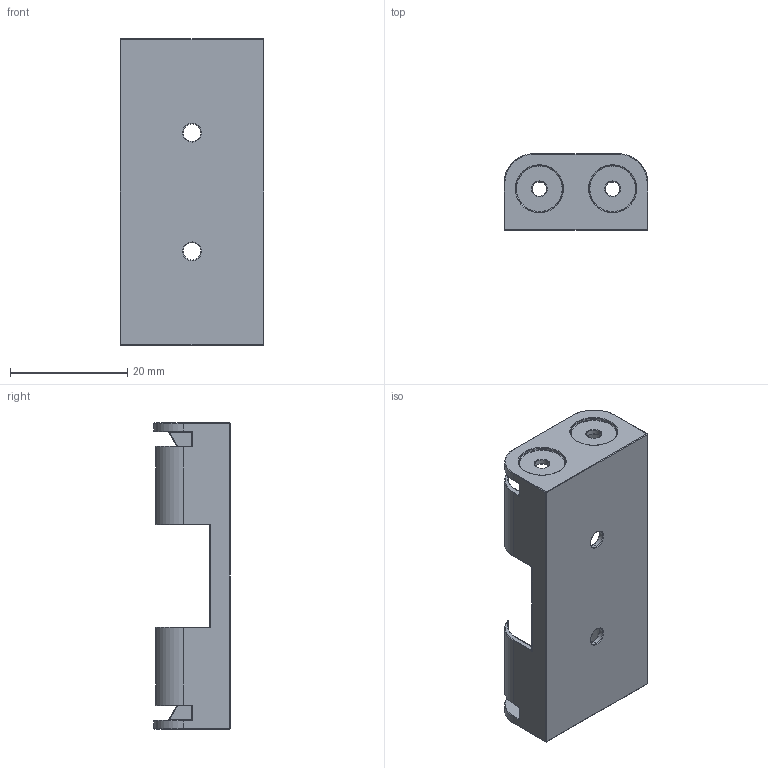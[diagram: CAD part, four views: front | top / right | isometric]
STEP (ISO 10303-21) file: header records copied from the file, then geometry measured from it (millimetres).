
FILE_DESCRIPTION (( 'STEP AP214' ), '1' );
FILE_NAME ('Main Container.STEP', '2025-01-10T18:41:30', ( '' ), ( '' ), 'SwSTEP 2.0', 'SolidWorks 2024', '' );
FILE_SCHEMA (( 'AUTOMOTIVE_DESIGN' ));
Length unit declared in the file: millimetre
Products named in the file (1): Main Container
Bounding box: 24.5 x 13 x 52.25 mm (x, y, z)
Volume: 2826.4 mm3; surface area: 5880 mm2
Topology: 1 solids, 1 shells, 434 faces, 1045 edges, 609 vertices
Faces by surface type: plane 169, cylinder 135, torus 94, sphere 32, bspline 4
Entity records: 12344 total; most frequent: DIRECTION 2295, CARTESIAN_POINT 2142, ORIENTED_EDGE 2028, EDGE_CURVE 1014, AXIS2_PLACEMENT_3D 858, VERTEX_POINT 601, LINE 579, VECTOR 579
